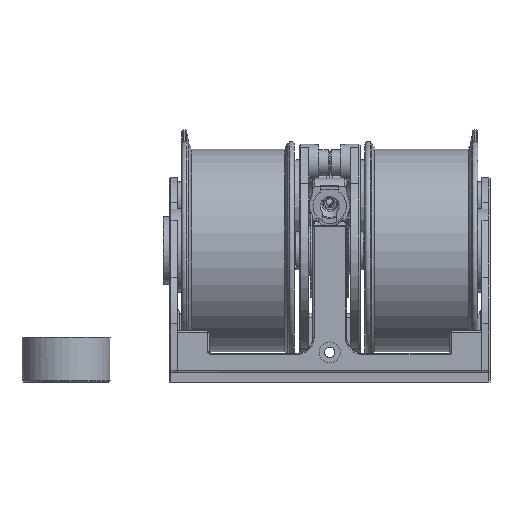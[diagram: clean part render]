
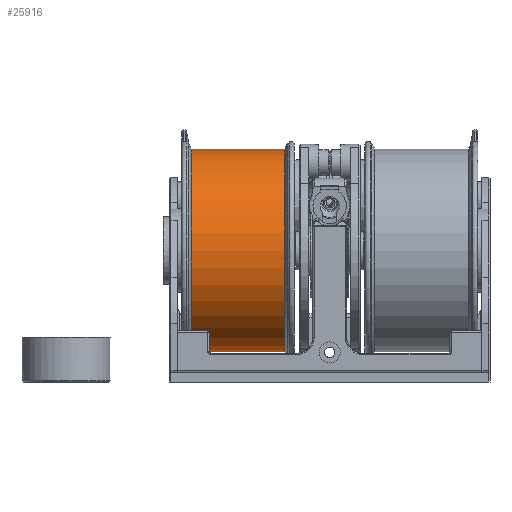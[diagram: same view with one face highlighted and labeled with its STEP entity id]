
A CAD part, front view. The second image highlights one B-rep face of the part: STEP entity #25916.
In plain terms, the highlighted cylindrical face has radius 31.625 mm (diameter 63.25 mm), a full revolution.
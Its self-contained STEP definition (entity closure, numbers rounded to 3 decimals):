
#1689=LINE('',#42115,#3734);
#3734=VECTOR('',#31125,31.625);
#5593=CYLINDRICAL_SURFACE('',#27845,31.625);
#6263=FACE_OUTER_BOUND('',#7901,.T.);
#7901=EDGE_LOOP('',(#18052,#18053,#18054,#18055));
#9560=CIRCLE('',#27843,31.625);
#9562=CIRCLE('',#27846,31.625);
#10992=VERTEX_POINT('',#42109);
#10993=VERTEX_POINT('',#42113);
#13603=EDGE_CURVE('',#10992,#10992,#9560,.T.);
#13605=EDGE_CURVE('',#10993,#10993,#9562,.T.);
#13606=EDGE_CURVE('',#10993,#10992,#1689,.T.);
#18052=ORIENTED_EDGE('',*,*,#13605,.T.);
#18053=ORIENTED_EDGE('',*,*,#13606,.T.);
#18054=ORIENTED_EDGE('',*,*,#13603,.F.);
#18055=ORIENTED_EDGE('',*,*,#13606,.F.);
#25916=ADVANCED_FACE('',(#6263),#5593,.T.);
#27843=AXIS2_PLACEMENT_3D('',#42110,#31117,#31118);
#27845=AXIS2_PLACEMENT_3D('',#42112,#31121,#31122);
#27846=AXIS2_PLACEMENT_3D('',#42114,#31123,#31124);
#31117=DIRECTION('center_axis',(1.,0.,0.));
#31118=DIRECTION('ref_axis',(0.,0.,-1.));
#31121=DIRECTION('center_axis',(1.,0.,0.));
#31122=DIRECTION('ref_axis',(0.,0.,-1.));
#31123=DIRECTION('center_axis',(1.,0.,0.));
#31124=DIRECTION('ref_axis',(0.,0.,-1.));
#31125=DIRECTION('',(1.,0.,0.));
#42109=CARTESIAN_POINT('',(43.273,0.,31.625));
#42110=CARTESIAN_POINT('Origin',(43.273,0.,0.));
#42112=CARTESIAN_POINT('Origin',(28.625,0.,0.));
#42113=CARTESIAN_POINT('',(13.977,0.,31.625));
#42114=CARTESIAN_POINT('Origin',(13.977,0.,0.));
#42115=CARTESIAN_POINT('',(28.625,0.,31.625));
